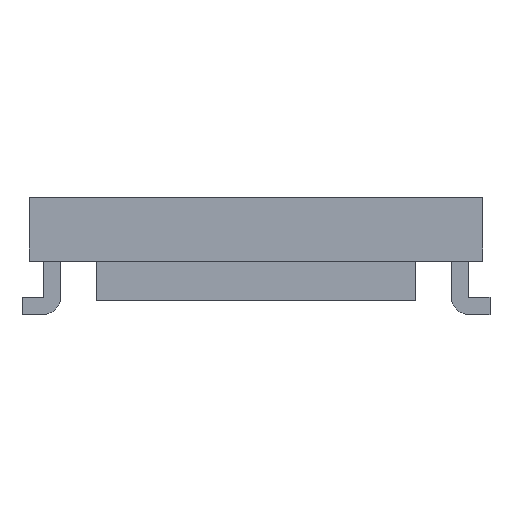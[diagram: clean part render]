
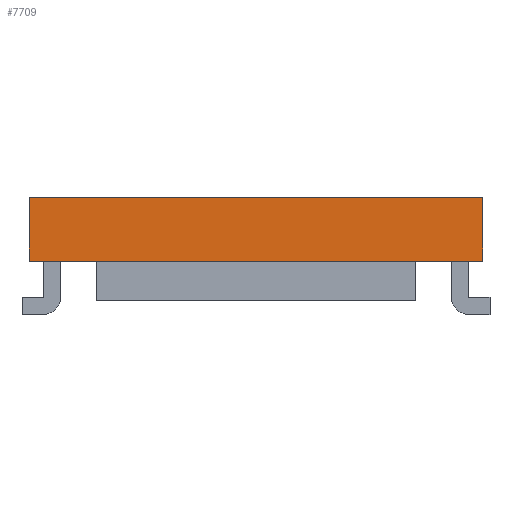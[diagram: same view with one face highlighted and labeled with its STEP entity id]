
A CAD part, front view. The second image highlights one B-rep face of the part: STEP entity #7709.
In plain terms, the highlighted face is planar.
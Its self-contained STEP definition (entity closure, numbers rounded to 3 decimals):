
#189=LINE('',#10195,#788);
#226=LINE('',#10874,#825);
#227=LINE('',#10876,#826);
#228=LINE('',#10878,#827);
#788=VECTOR('',#8397,1000.);
#825=VECTOR('',#8486,1000.);
#826=VECTOR('',#8489,1000.);
#827=VECTOR('',#8490,1000.);
#1599=ORIENTED_EDGE('',*,*,#3092,.F.);
#1600=ORIENTED_EDGE('',*,*,#3173,.F.);
#1601=ORIENTED_EDGE('',*,*,#3174,.T.);
#1602=ORIENTED_EDGE('',*,*,#3175,.T.);
#3092=EDGE_CURVE('',#3915,#3916,#189,.T.);
#3173=EDGE_CURVE('',#3965,#3915,#226,.T.);
#3174=EDGE_CURVE('',#3965,#3966,#227,.T.);
#3175=EDGE_CURVE('',#3966,#3916,#228,.T.);
#3915=VERTEX_POINT('',#10194);
#3916=VERTEX_POINT('',#10196);
#3965=VERTEX_POINT('',#10873);
#3966=VERTEX_POINT('',#10877);
#4577=EDGE_LOOP('',(#1599,#1600,#1601,#1602));
#4928=FACE_BOUND('',#4577,.T.);
#5258=PLANE('',#8021);
#7709=ADVANCED_FACE('',(#4928),#5258,.T.);
#8021=AXIS2_PLACEMENT_3D('',#10875,#8487,#8488);
#8397=DIRECTION('',(0.,1.,0.));
#8486=DIRECTION('',(0.,0.,1.));
#8487=DIRECTION('',(1.,0.,0.));
#8488=DIRECTION('',(0.,0.,-1.));
#8489=DIRECTION('',(0.,1.,0.));
#8490=DIRECTION('',(0.,0.,1.));
#10194=CARTESIAN_POINT('',(8.925,-4.625,2.39));
#10195=CARTESIAN_POINT('',(8.925,-4.625,2.39));
#10196=CARTESIAN_POINT('',(8.925,4.625,2.39));
#10873=CARTESIAN_POINT('',(8.925,-4.625,1.09));
#10874=CARTESIAN_POINT('',(8.925,-4.625,1.09));
#10875=CARTESIAN_POINT('',(8.925,-4.625,1.09));
#10876=CARTESIAN_POINT('',(8.925,-4.625,1.09));
#10877=CARTESIAN_POINT('',(8.925,4.625,1.09));
#10878=CARTESIAN_POINT('',(8.925,4.625,1.09));
